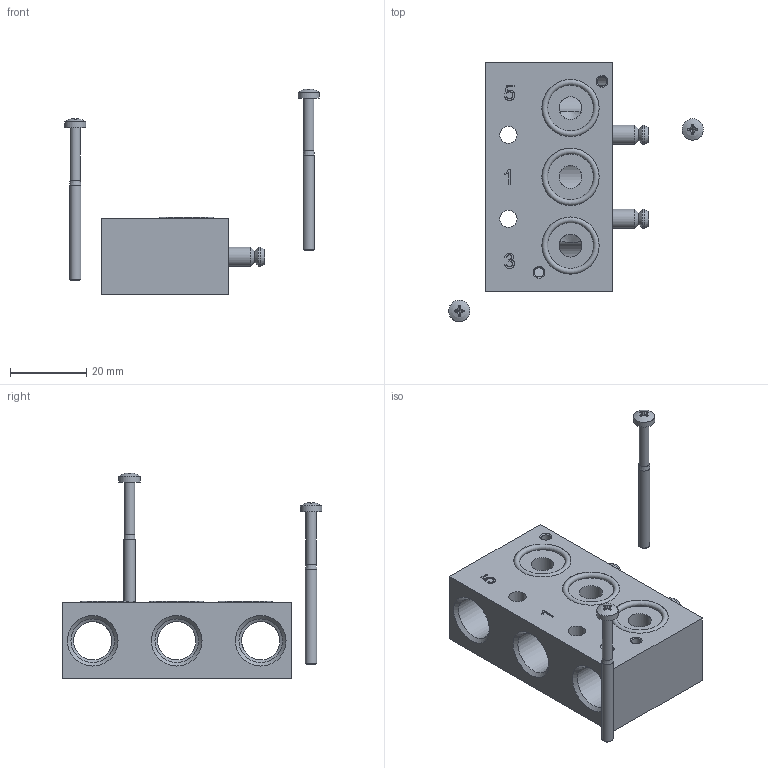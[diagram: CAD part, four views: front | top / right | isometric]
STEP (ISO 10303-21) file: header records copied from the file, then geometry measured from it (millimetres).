
FILE_DESCRIPTION( ( 'Unknown' ), '1' );
FILE_NAME( 'R 5 503 GL.stp', 'Unknown', ( 'Unknown' ), ( 'Unknown' ), 'PSStep 17.0.49', 'Unknown', ' ' );
FILE_SCHEMA( ( 'AUTOMOTIVE_DESIGN { 1 0 10303 214 1 1 1 1 }' ) );
Length unit declared in the file: millimetre
Products named in the file (9): Assem1
Assembly tree (8 placements, depth 2):
  Assem1
    (unnamed)
    (unnamed)
    (unnamed)
    (unnamed)
    (unnamed)
    (unnamed)
    (unnamed)
    (unnamed)
Bounding box: 66.75 x 67.99 x 53.93 mm (x, y, z)
Surface area: 13917 mm2 (no closed solid volume)
Topology: 0 solids, 150 shells, 150 faces, 590 edges, 525 vertices
Faces by surface type: plane 75, cylinder 34, cone 28, extrusion 8, torus 3, sphere 2
Full cylindrical faces by diameter (mm): 2.459 x2, 2.693 x2, 3 x2, 3.242 x2, 4.5 x2, 5 x6, 5.6 x2, 6 x3, 10 x3, 11.445 x6, 15 x3
Entity records: 7075 total; most frequent: CARTESIAN_POINT 2259, DIRECTION 990, VERTEX_POINT 498, ORIENTED_EDGE 492, EDGE_CURVE 492, AXIS2_PLACEMENT_3D 385, FACE_BOUND 242, EDGE_LOOP 236
